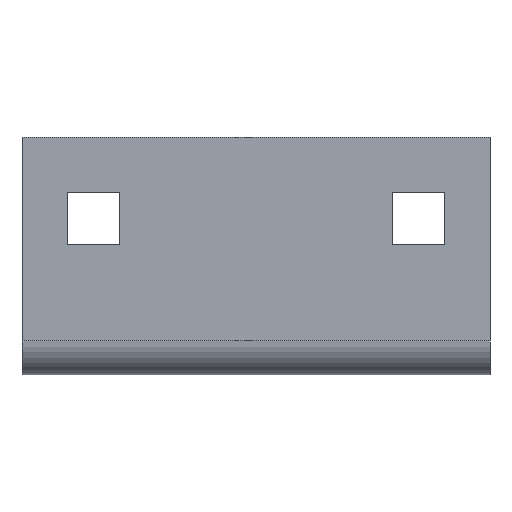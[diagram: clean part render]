
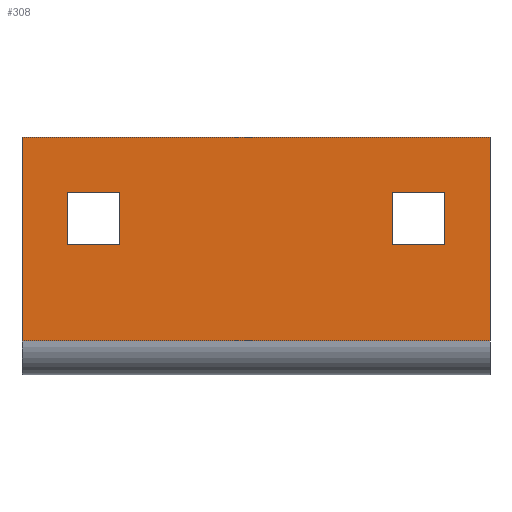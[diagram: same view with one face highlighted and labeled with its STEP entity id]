
A CAD part, left-side view. The second image highlights one B-rep face of the part: STEP entity #308.
In plain terms, the highlighted planar face has unit normal (-1, 0, 0).
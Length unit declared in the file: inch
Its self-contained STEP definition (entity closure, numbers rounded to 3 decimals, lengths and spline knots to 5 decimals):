
#1 = DIRECTION ( 'NONE',  ( 0., -1., 0. ) ) ;
#15 = EDGE_CURVE ( 'NONE', #442, #752, #702, .T. ) ;
#20 = LINE ( 'NONE', #57, #82 ) ;
#21 = CARTESIAN_POINT ( 'NONE',  ( -1.28, 2.52, 1.28 ) ) ;
#29 = VECTOR ( 'NONE', #738, 39.37008 ) ;
#57 = CARTESIAN_POINT ( 'NONE',  ( -1.28, -2.52, 1.28 ) ) ;
#72 = LINE ( 'NONE', #819, #288 ) ;
#75 = CARTESIAN_POINT ( 'NONE',  ( -1.28, 2.52, 1.28 ) ) ;
#80 = LINE ( 'NONE', #396, #863 ) ;
#81 = VERTEX_POINT ( 'NONE', #138 ) ;
#82 = VECTOR ( 'NONE', #232, 39.37008 ) ;
#88 = ORIENTED_EDGE ( 'NONE', *, *, #432, .F. ) ;
#90 = LINE ( 'NONE', #812, #710 ) ;
#105 = EDGE_CURVE ( 'NONE', #193, #750, #196, .T. ) ;
#115 = CARTESIAN_POINT ( 'NONE',  ( -1.28, 2.52, 1.28 ) ) ;
#124 = CARTESIAN_POINT ( 'NONE',  ( -1.28, 2.52, -0.914 ) ) ;
#126 = VECTOR ( 'NONE', #458, 39.37008 ) ;
#138 = CARTESIAN_POINT ( 'NONE',  ( -1.28, -1.46875, 0.12375 ) ) ;
#147 = DIRECTION ( 'NONE',  ( 0., 0., 1. ) ) ;
#151 = EDGE_LOOP ( 'NONE', ( #378, #853, #787, #368 ) ) ;
#166 = CARTESIAN_POINT ( 'NONE',  ( -1.28, -2.03125, 0.68625 ) ) ;
#180 = DIRECTION ( 'NONE',  ( 0., 0., 1. ) ) ;
#184 = FACE_OUTER_BOUND ( 'NONE', #251, .T. ) ;
#193 = VERTEX_POINT ( 'NONE', #243 ) ;
#196 = LINE ( 'NONE', #124, #319 ) ;
#201 = AXIS2_PLACEMENT_3D ( 'NONE', #115, #293, #147 ) ;
#206 = EDGE_LOOP ( 'NONE', ( #339, #88, #709, #294 ) ) ;
#210 = LINE ( 'NONE', #21, #746 ) ;
#214 = CARTESIAN_POINT ( 'NONE',  ( -1.28, -1.46875, 0.68625 ) ) ;
#225 = VECTOR ( 'NONE', #535, 39.37008 ) ;
#231 = VECTOR ( 'NONE', #444, 39.37008 ) ;
#232 = DIRECTION ( 'NONE',  ( 0., 0., -1. ) ) ;
#234 = ORIENTED_EDGE ( 'NONE', *, *, #660, .T. ) ;
#237 = VERTEX_POINT ( 'NONE', #291 ) ;
#239 = ORIENTED_EDGE ( 'NONE', *, *, #105, .T. ) ;
#243 = CARTESIAN_POINT ( 'NONE',  ( -1.28, 2.52, -0.914 ) ) ;
#246 = CARTESIAN_POINT ( 'NONE',  ( -1.28, 2.03125, 0.12375 ) ) ;
#251 = EDGE_LOOP ( 'NONE', ( #706, #369, #234, #239 ) ) ;
#254 = VECTOR ( 'NONE', #268, 39.37008 ) ;
#255 = EDGE_CURVE ( 'NONE', #657, #442, #718, .T. ) ;
#263 = DIRECTION ( 'NONE',  ( 0., -1., 0. ) ) ;
#268 = DIRECTION ( 'NONE',  ( 0., 0., -1. ) ) ;
#288 = VECTOR ( 'NONE', #180, 39.37008 ) ;
#291 = CARTESIAN_POINT ( 'NONE',  ( -1.28, -2.03125, 0.12375 ) ) ;
#293 = DIRECTION ( 'NONE',  ( -1., 0., 0. ) ) ;
#294 = ORIENTED_EDGE ( 'NONE', *, *, #875, .F. ) ;
#299 = LINE ( 'NONE', #869, #231 ) ;
#308 = ADVANCED_FACE ( 'NONE', ( #676, #842, #184 ), #345, .T. ) ;
#319 = VECTOR ( 'NONE', #1, 39.37008 ) ;
#339 = ORIENTED_EDGE ( 'NONE', *, *, #523, .F. ) ;
#345 = PLANE ( 'NONE',  #201 ) ;
#347 = CARTESIAN_POINT ( 'NONE',  ( -1.28, 2.03125, 0.12375 ) ) ;
#350 = EDGE_CURVE ( 'NONE', #372, #657, #299, .T. ) ;
#368 = ORIENTED_EDGE ( 'NONE', *, *, #593, .T. ) ;
#369 = ORIENTED_EDGE ( 'NONE', *, *, #414, .F. ) ;
#372 = VERTEX_POINT ( 'NONE', #380 ) ;
#377 = VECTOR ( 'NONE', #851, 39.37008 ) ;
#378 = ORIENTED_EDGE ( 'NONE', *, *, #350, .T. ) ;
#380 = CARTESIAN_POINT ( 'NONE',  ( -1.28, 2.03125, 0.68625 ) ) ;
#384 = DIRECTION ( 'NONE',  ( 0., -1., 0. ) ) ;
#396 = CARTESIAN_POINT ( 'NONE',  ( -1.28, -2.03125, 0.12375 ) ) ;
#398 = VERTEX_POINT ( 'NONE', #75 ) ;
#401 = EDGE_CURVE ( 'NONE', #459, #750, #20, .T. ) ;
#414 = EDGE_CURVE ( 'NONE', #398, #459, #210, .T. ) ;
#432 = EDGE_CURVE ( 'NONE', #237, #481, #824, .T. ) ;
#442 = VERTEX_POINT ( 'NONE', #456 ) ;
#444 = DIRECTION ( 'NONE',  ( 0., -1., 0. ) ) ;
#456 = CARTESIAN_POINT ( 'NONE',  ( -1.28, 1.46875, 0.12375 ) ) ;
#458 = DIRECTION ( 'NONE',  ( 0., 1., 0. ) ) ;
#459 = VERTEX_POINT ( 'NONE', #527 ) ;
#478 = CARTESIAN_POINT ( 'NONE',  ( -1.28, 1.46875, 0.68625 ) ) ;
#481 = VERTEX_POINT ( 'NONE', #166 ) ;
#500 = CARTESIAN_POINT ( 'NONE',  ( -1.28, 1.46875, 0.68625 ) ) ;
#523 = EDGE_CURVE ( 'NONE', #481, #795, #838, .T. ) ;
#527 = CARTESIAN_POINT ( 'NONE',  ( -1.28, -2.52, 1.28 ) ) ;
#535 = DIRECTION ( 'NONE',  ( 0., 1., 0. ) ) ;
#560 = EDGE_CURVE ( 'NONE', #81, #237, #80, .T. ) ;
#563 = CARTESIAN_POINT ( 'NONE',  ( -1.28, -2.52, -0.914 ) ) ;
#593 = EDGE_CURVE ( 'NONE', #752, #372, #72, .T. ) ;
#626 = CARTESIAN_POINT ( 'NONE',  ( -1.28, -1.46875, 0.68625 ) ) ;
#657 = VERTEX_POINT ( 'NONE', #478 ) ;
#660 = EDGE_CURVE ( 'NONE', #398, #193, #90, .T. ) ;
#674 = CARTESIAN_POINT ( 'NONE',  ( -1.28, -2.03125, 0.68625 ) ) ;
#676 = FACE_BOUND ( 'NONE', #206, .T. ) ;
#677 = CARTESIAN_POINT ( 'NONE',  ( -1.28, -2.03125, 0.68625 ) ) ;
#687 = DIRECTION ( 'NONE',  ( 0., 0., -1. ) ) ;
#702 = LINE ( 'NONE', #246, #225 ) ;
#706 = ORIENTED_EDGE ( 'NONE', *, *, #401, .F. ) ;
#709 = ORIENTED_EDGE ( 'NONE', *, *, #560, .F. ) ;
#710 = VECTOR ( 'NONE', #687, 39.37008 ) ;
#718 = LINE ( 'NONE', #500, #254 ) ;
#738 = DIRECTION ( 'NONE',  ( 0., 0., 1. ) ) ;
#746 = VECTOR ( 'NONE', #384, 39.37008 ) ;
#750 = VERTEX_POINT ( 'NONE', #563 ) ;
#752 = VERTEX_POINT ( 'NONE', #347 ) ;
#768 = LINE ( 'NONE', #214, #377 ) ;
#787 = ORIENTED_EDGE ( 'NONE', *, *, #15, .T. ) ;
#795 = VERTEX_POINT ( 'NONE', #626 ) ;
#812 = CARTESIAN_POINT ( 'NONE',  ( -1.28, 2.52, 1.28 ) ) ;
#819 = CARTESIAN_POINT ( 'NONE',  ( -1.28, 2.03125, 0.68625 ) ) ;
#824 = LINE ( 'NONE', #674, #29 ) ;
#838 = LINE ( 'NONE', #677, #126 ) ;
#842 = FACE_BOUND ( 'NONE', #151, .T. ) ;
#851 = DIRECTION ( 'NONE',  ( 0., 0., -1. ) ) ;
#853 = ORIENTED_EDGE ( 'NONE', *, *, #255, .T. ) ;
#863 = VECTOR ( 'NONE', #263, 39.37008 ) ;
#869 = CARTESIAN_POINT ( 'NONE',  ( -1.28, 2.03125, 0.68625 ) ) ;
#875 = EDGE_CURVE ( 'NONE', #795, #81, #768, .T. ) ;
